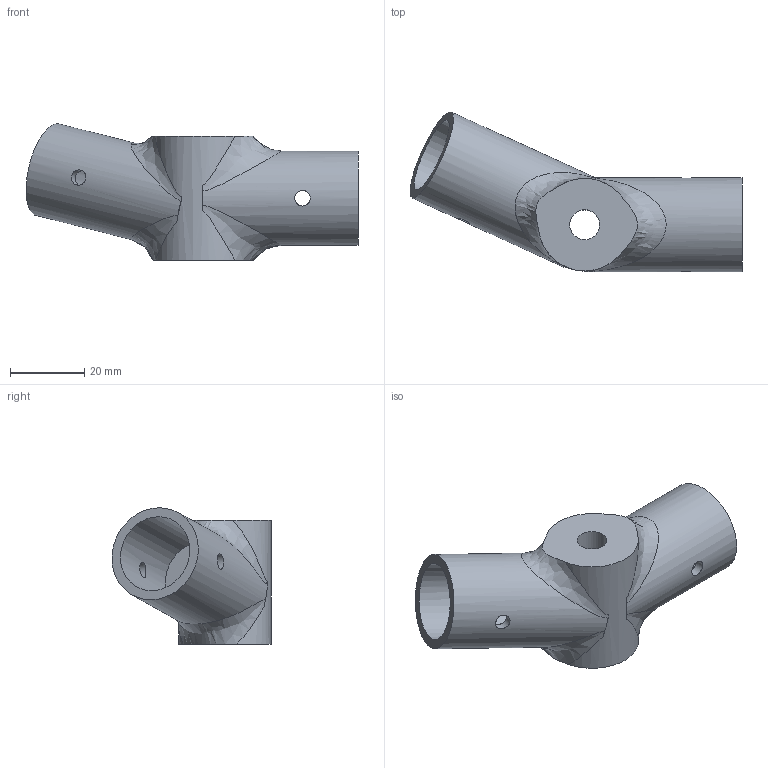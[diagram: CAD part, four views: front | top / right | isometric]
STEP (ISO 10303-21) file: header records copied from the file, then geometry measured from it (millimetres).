
FILE_DESCRIPTION(/* description */ (''),/* implementation_level */ '2;1');
FILE_NAME(/* name */ 'Articul back 2 LEFT.stp',/* time_stamp */ '2020-12-11T16:26:25+01:00',/* author */ (''),/* organization */ (''),/* preprocessor_version */ 'ST-DEVELOPER v18.1',/* originating_system */ 'Autodesk Translation Framework v9.7.1.1290',/* authorisation */ '');
FILE_SCHEMA (('AUTOMOTIVE_DESIGN { 1 0 10303 214 3 1 1 }'));
Length unit declared in the file: millimetre
Products named in the file (1): Articul back 2 - LEFT
Bounding box: 89.68 x 43.2 x 36.88 mm (x, y, z)
Volume: 30284.3 mm3; surface area: 13715.1 mm2
Topology: 1 solids, 1 shells, 24 faces, 77 edges, 53 vertices
Faces by surface type: cylinder 12, plane 8, bspline 4
Full cylindrical faces by diameter (mm): 4.2 x4, 8.1 x1, 20.5 x2, 25.5 x2
Entity records: 2060 total; most frequent: CARTESIAN_POINT 1414, ORIENTED_EDGE 154, DIRECTION 86, EDGE_CURVE 77, VERTEX_POINT 53, B_SPLINE_CURVE_WITH_KNOTS 48, AXIS2_PLACEMENT_3D 36, EDGE_LOOP 32
